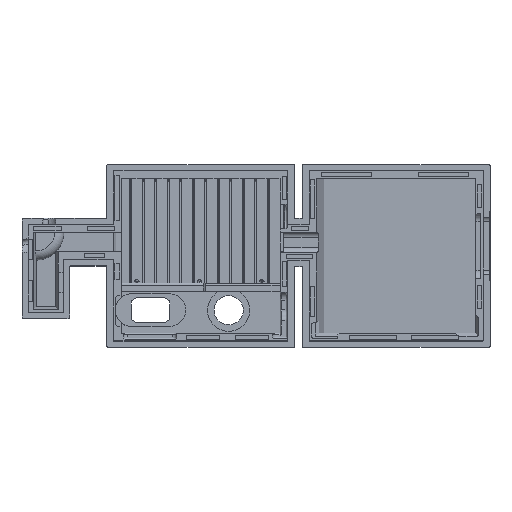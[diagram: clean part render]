
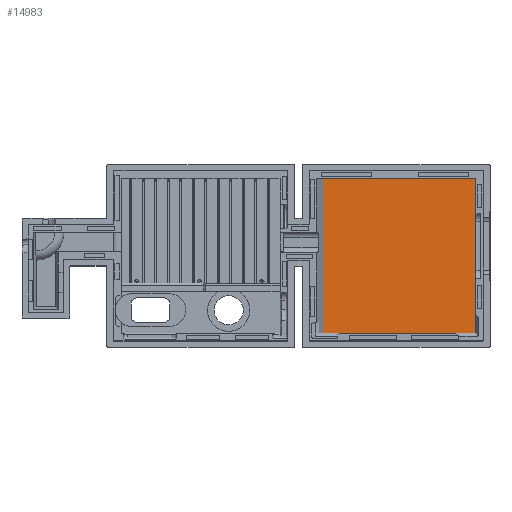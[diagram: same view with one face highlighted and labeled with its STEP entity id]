
A CAD part, top view. The second image highlights one B-rep face of the part: STEP entity #14983.
In plain terms, the highlighted planar face has unit normal (0, 0, 1).
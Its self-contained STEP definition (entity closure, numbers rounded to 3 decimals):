
#447=PLANE('',#16085);
#1795=LINE('',#25643,#3383);
#1803=LINE('',#25661,#3391);
#1818=LINE('',#25719,#3406);
#1823=LINE('',#25729,#3411);
#3383=VECTOR('',#19242,10.);
#3391=VECTOR('',#19256,10.);
#3406=VECTOR('',#19291,10.);
#3411=VECTOR('',#19302,10.);
#4617=FACE_OUTER_BOUND('',#5511,.T.);
#5511=EDGE_LOOP('',(#12593,#12594,#12595,#12596));
#7385=VERTEX_POINT('',#25640);
#7386=VERTEX_POINT('',#25642);
#7393=VERTEX_POINT('',#25659);
#7406=VERTEX_POINT('',#25718);
#9221=EDGE_CURVE('',#7386,#7385,#1795,.T.);
#9231=EDGE_CURVE('',#7385,#7393,#1803,.T.);
#9250=EDGE_CURVE('',#7386,#7406,#1818,.T.);
#9256=EDGE_CURVE('',#7393,#7406,#1823,.T.);
#12593=ORIENTED_EDGE('',*,*,#9250,.F.);
#12594=ORIENTED_EDGE('',*,*,#9221,.T.);
#12595=ORIENTED_EDGE('',*,*,#9231,.T.);
#12596=ORIENTED_EDGE('',*,*,#9256,.T.);
#14983=ADVANCED_FACE('',(#4617),#447,.T.);
#16085=AXIS2_PLACEMENT_3D('',#25730,#19303,#19304);
#19242=DIRECTION('',(1.,0.,0.));
#19256=DIRECTION('',(0.,1.,0.));
#19291=DIRECTION('',(0.,1.,0.));
#19302=DIRECTION('',(-1.,0.,0.));
#19303=DIRECTION('center_axis',(0.,0.,
1.));
#19304=DIRECTION('ref_axis',(1.,0.,0.));
#25640=CARTESIAN_POINT('',(63.491,1.025,3.5));
#25642=CARTESIAN_POINT('',(41.903,1.025,3.5));
#25643=CARTESIAN_POINT('',(47.874,1.025,3.5));
#25659=CARTESIAN_POINT('',(63.491,22.978,3.5));
#25661=CARTESIAN_POINT('',(63.491,17.49,3.5));
#25718=CARTESIAN_POINT('',(41.903,22.978,3.5));
#25719=CARTESIAN_POINT('',(41.903,13.68,3.5));
#25729=CARTESIAN_POINT('',(36.58,22.978,3.5));
#25730=CARTESIAN_POINT('Origin',(32.258,12.001,3.5));
